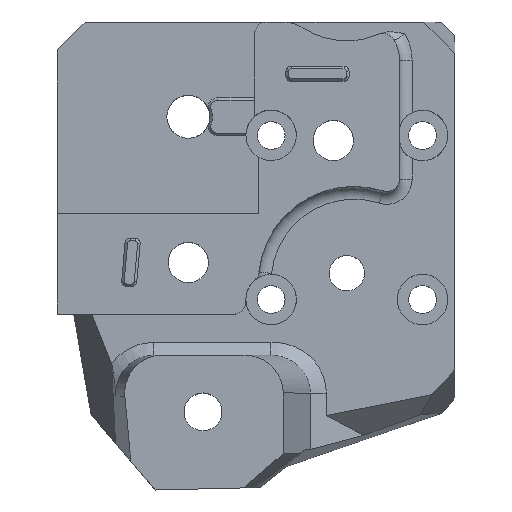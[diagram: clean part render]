
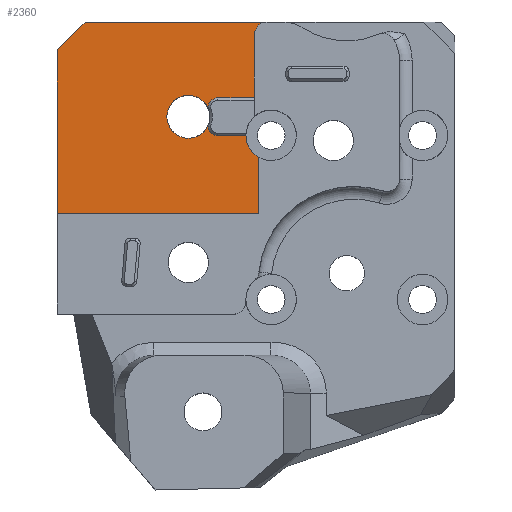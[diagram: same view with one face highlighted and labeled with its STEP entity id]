
A CAD part, top view. The second image highlights one B-rep face of the part: STEP entity #2360.
In plain terms, the highlighted planar face has unit normal (0, 0, 1).
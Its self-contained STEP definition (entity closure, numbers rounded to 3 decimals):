
#109=PLANE('',#2577);
#204=FACE_OUTER_BOUND('',#354,.T.);
#354=EDGE_LOOP('',(#1917,#1918,#1919,#1920,#1921,#1922,#1923,#1924,#1925,
#1926,#1927,#1928,#1929,#1930));
#491=LINE('',#3546,#713);
#527=LINE('',#3849,#749);
#574=LINE('',#4114,#796);
#575=LINE('',#4116,#797);
#576=LINE('',#4117,#798);
#577=LINE('',#4119,#799);
#578=LINE('',#4124,#800);
#579=LINE('',#4126,#801);
#713=VECTOR('',#2794,12.95);
#749=VECTOR('',#2922,14.425);
#796=VECTOR('',#3103,3.111);
#797=VECTOR('',#3104,15.949);
#798=VECTOR('',#3105,4.443);
#799=VECTOR('',#3106,2.23);
#800=VECTOR('',#3111,2.905);
#801=VECTOR('',#3112,5.);
#906=CIRCLE('',#2487,2.);
#913=CIRCLE('',#2497,1.7);
#915=CIRCLE('',#2499,1.7);
#958=CIRCLE('',#2578,0.75);
#959=CIRCLE('',#2579,0.75);
#960=CIRCLE('',#2580,1.);
#1045=VERTEX_POINT('',#3532);
#1051=VERTEX_POINT('',#3544);
#1082=VERTEX_POINT('',#3759);
#1083=VERTEX_POINT('',#3761);
#1092=VERTEX_POINT('',#3783);
#1093=VERTEX_POINT('',#3785);
#1096=VERTEX_POINT('',#3791);
#1110=VERTEX_POINT('',#3846);
#1111=VERTEX_POINT('',#3848);
#1161=VERTEX_POINT('',#4115);
#1162=VERTEX_POINT('',#4118);
#1163=VERTEX_POINT('',#4121);
#1164=VERTEX_POINT('',#4123);
#1165=VERTEX_POINT('',#4125);
#1282=EDGE_CURVE('',#1051,#1045,#491,.T.);
#1323=EDGE_CURVE('',#1083,#1082,#906,.T.);
#1335=EDGE_CURVE('',#1093,#1092,#913,.T.);
#1339=EDGE_CURVE('',#1092,#1096,#915,.T.);
#1359=EDGE_CURVE('',#1111,#1110,#527,.T.);
#1444=EDGE_CURVE('',#1110,#1045,#574,.T.);
#1445=EDGE_CURVE('',#1051,#1161,#575,.T.);
#1446=EDGE_CURVE('',#1161,#1083,#576,.T.);
#1447=EDGE_CURVE('',#1162,#1082,#577,.T.);
#1448=EDGE_CURVE('',#1093,#1162,#958,.T.);
#1449=EDGE_CURVE('',#1163,#1096,#959,.T.);
#1450=EDGE_CURVE('',#1163,#1164,#578,.T.);
#1451=EDGE_CURVE('',#1165,#1164,#579,.T.);
#1452=EDGE_CURVE('',#1111,#1165,#960,.T.);
#1917=ORIENTED_EDGE('',*,*,#1359,.T.);
#1918=ORIENTED_EDGE('',*,*,#1444,.T.);
#1919=ORIENTED_EDGE('',*,*,#1282,.F.);
#1920=ORIENTED_EDGE('',*,*,#1445,.T.);
#1921=ORIENTED_EDGE('',*,*,#1446,.T.);
#1922=ORIENTED_EDGE('',*,*,#1323,.T.);
#1923=ORIENTED_EDGE('',*,*,#1447,.F.);
#1924=ORIENTED_EDGE('',*,*,#1448,.F.);
#1925=ORIENTED_EDGE('',*,*,#1335,.T.);
#1926=ORIENTED_EDGE('',*,*,#1339,.T.);
#1927=ORIENTED_EDGE('',*,*,#1449,.F.);
#1928=ORIENTED_EDGE('',*,*,#1450,.T.);
#1929=ORIENTED_EDGE('',*,*,#1451,.F.);
#1930=ORIENTED_EDGE('',*,*,#1452,.F.);
#2360=ADVANCED_FACE('',(#204),#109,.F.);
#2487=AXIS2_PLACEMENT_3D('',#3762,#2859,#2860);
#2497=AXIS2_PLACEMENT_3D('',#3786,#2883,#2884);
#2499=AXIS2_PLACEMENT_3D('',#3793,#2889,#2890);
#2577=AXIS2_PLACEMENT_3D('',#4113,#3101,#3102);
#2578=AXIS2_PLACEMENT_3D('',#4120,#3107,#3108);
#2579=AXIS2_PLACEMENT_3D('',#4122,#3109,#3110);
#2580=AXIS2_PLACEMENT_3D('',#4127,#3113,#3114);
#2794=DIRECTION('',(0.,1.,0.));
#2859=DIRECTION('center_axis',(0.,0.,-1.));
#2860=DIRECTION('ref_axis',(1.,0.,0.));
#2883=DIRECTION('center_axis',(0.,0.,-1.));
#2884=DIRECTION('ref_axis',(1.,0.,0.));
#2889=DIRECTION('center_axis',(0.,0.,-1.));
#2890=DIRECTION('ref_axis',(1.,0.,0.));
#2922=DIRECTION('',(-1.,0.,0.));
#3101=DIRECTION('center_axis',(0.,0.,-1.));
#3102=DIRECTION('ref_axis',(0.,-1.,0.));
#3103=DIRECTION('',(-0.707,-0.707,0.));
#3104=DIRECTION('',(1.,0.,0.));
#3105=DIRECTION('',(0.,1.,0.));
#3106=DIRECTION('',(1.,0.,0.));
#3107=DIRECTION('center_axis',(0.,0.,1.));
#3108=DIRECTION('ref_axis',(1.,0.,0.));
#3109=DIRECTION('center_axis',(0.,0.,1.));
#3110=DIRECTION('ref_axis',(-1.,0.,0.));
#3111=DIRECTION('',(1.,0.,0.));
#3112=DIRECTION('',(0.,-1.,0.));
#3113=DIRECTION('center_axis',(0.,0.,1.));
#3114=DIRECTION('ref_axis',(1.,0.,0.));
#3532=CARTESIAN_POINT('',(84.55,-3.245,78.57));
#3544=CARTESIAN_POINT('',(84.55,-16.195,78.57));
#3546=CARTESIAN_POINT('',(84.55,-16.195,78.57));
#3759=CARTESIAN_POINT('',(99.5,-10.045,78.57));
#3761=CARTESIAN_POINT('',(100.499,-11.752,78.57));
#3762=CARTESIAN_POINT('Origin',(101.5,-10.02,78.57));
#3783=CARTESIAN_POINT('',(93.238,-8.545,78.57));
#3785=CARTESIAN_POINT('',(96.556,-9.065,78.57));
#3786=CARTESIAN_POINT('Origin',(94.938,-8.545,78.57));
#3791=CARTESIAN_POINT('',(96.556,-8.024,78.57));
#3793=CARTESIAN_POINT('Origin',(94.938,-8.545,78.57));
#3846=CARTESIAN_POINT('',(86.75,-1.045,78.57));
#3848=CARTESIAN_POINT('',(101.175,-1.045,78.57));
#3849=CARTESIAN_POINT('',(101.175,-1.045,78.57));
#4113=CARTESIAN_POINT('Origin',(108.584,-18.791,78.57));
#4114=CARTESIAN_POINT('',(86.75,-1.045,78.57));
#4115=CARTESIAN_POINT('',(100.499,-16.195,78.57));
#4116=CARTESIAN_POINT('',(84.55,-16.195,78.57));
#4117=CARTESIAN_POINT('',(100.499,-16.195,78.57));
#4118=CARTESIAN_POINT('',(97.27,-10.045,78.57));
#4119=CARTESIAN_POINT('',(97.27,-10.045,78.57));
#4120=CARTESIAN_POINT('Origin',(97.27,-9.295,78.57));
#4121=CARTESIAN_POINT('',(97.27,-7.045,78.57));
#4122=CARTESIAN_POINT('Origin',(97.27,-7.795,78.57));
#4123=CARTESIAN_POINT('',(100.175,-7.045,78.57));
#4124=CARTESIAN_POINT('',(97.27,-7.045,78.57));
#4125=CARTESIAN_POINT('',(100.175,-2.045,78.57));
#4126=CARTESIAN_POINT('',(100.175,-2.045,78.57));
#4127=CARTESIAN_POINT('Origin',(101.175,-2.045,78.57));
